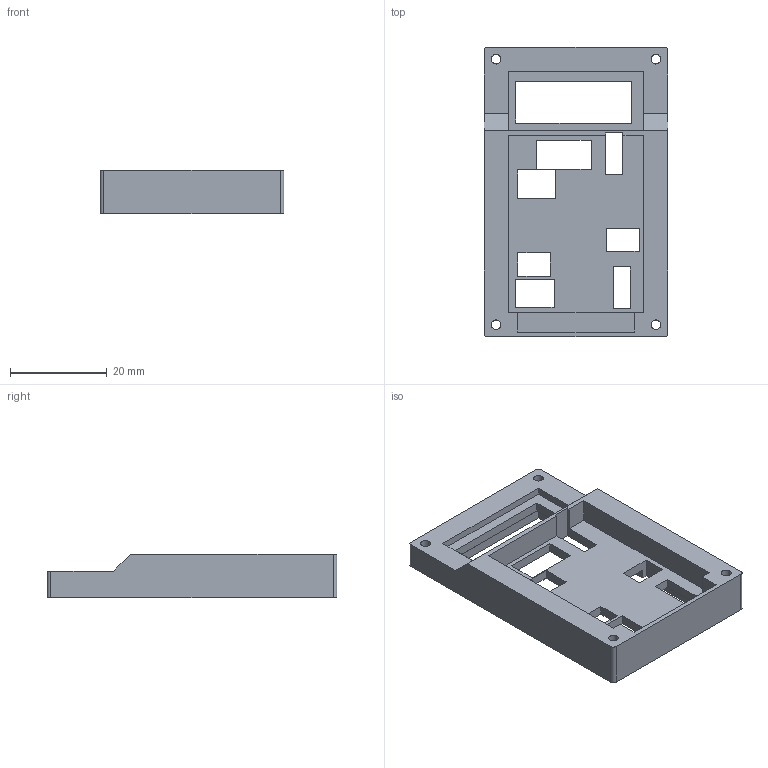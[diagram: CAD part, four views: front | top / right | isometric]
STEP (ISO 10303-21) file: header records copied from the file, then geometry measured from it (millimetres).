
FILE_DESCRIPTION(('FreeCAD Model'),'2;1');
FILE_NAME( 'middle_plate.step', '2020-11-09T20:01:14',('Author'),(''), 'Open CASCADE STEP processor 7.4','FreeCAD','Unknown');
FILE_SCHEMA(('AUTOMOTIVE_DESIGN { 1 0 10303 214 1 1 1 1 }'));
Length unit declared in the file: millimetre
Products named in the file (1): middle_plate_complete_w_fillet
Bounding box: 37.94 x 59.78 x 9 mm (x, y, z)
Volume: 8764.2 mm3; surface area: 6947.3 mm2
Topology: 1 solids, 1 shells, 75 faces, 230 edges, 152 vertices
Faces by surface type: plane 67, cylinder 8
Full cylindrical faces by diameter (mm): 2 x4
Entity records: 5473 total; most frequent: CARTESIAN_POINT 1140, DIRECTION 696, LINE 508, VECTOR 508, ORIENTED_EDGE 460, PCURVE 460, DEFINITIONAL_REPRESENTATION 460, EDGE_CURVE 230
